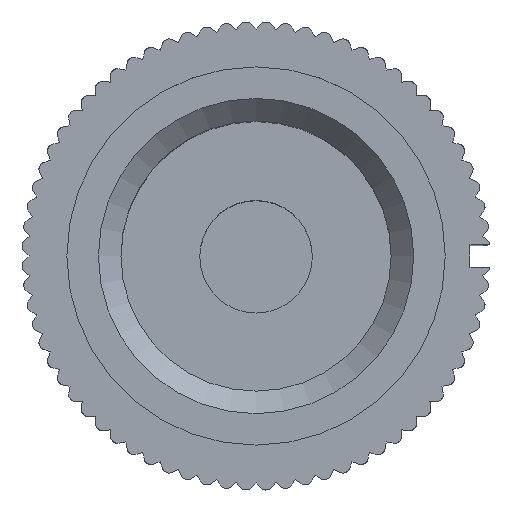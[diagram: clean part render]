
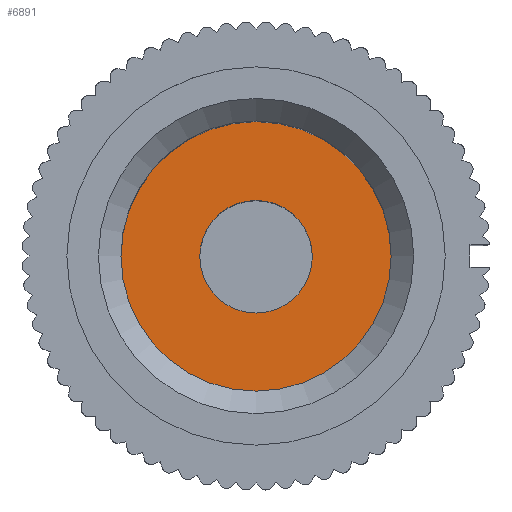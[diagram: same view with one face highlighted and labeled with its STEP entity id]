
A CAD part, top view. The second image highlights one B-rep face of the part: STEP entity #6891.
In plain terms, the highlighted planar face has unit normal (0, 0, 1).
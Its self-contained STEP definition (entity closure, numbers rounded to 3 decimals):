
#874=FACE_BOUND('',#1406,.T.);
#878=PLANE('',#7290);
#1032=FACE_OUTER_BOUND('',#1405,.T.);
#1405=EDGE_LOOP('',(#4252));
#1406=EDGE_LOOP('',(#4253));
#2242=CIRCLE('',#7283,3.);
#2244=CIRCLE('',#7287,1.25);
#2399=VERTEX_POINT('',#8684);
#2401=VERTEX_POINT('',#8692);
#3136=EDGE_CURVE('',#2399,#2399,#2242,.T.);
#3139=EDGE_CURVE('',#2401,#2401,#2244,.T.);
#4252=ORIENTED_EDGE('',*,*,#3136,.F.);
#4253=ORIENTED_EDGE('',*,*,#3139,.T.);
#6891=ADVANCED_FACE('',(#1032,#874),#878,.T.);
#7283=AXIS2_PLACEMENT_3D('',#8686,#7680,#7681);
#7287=AXIS2_PLACEMENT_3D('',#8693,#7689,#7690);
#7290=AXIS2_PLACEMENT_3D('',#8698,#7696,#7697);
#7680=DIRECTION('center_axis',(0.,0.,
-1.));
#7681=DIRECTION('ref_axis',(1.,0.,0.));
#7689=DIRECTION('center_axis',(0.,0.,-1.));
#7690=DIRECTION('ref_axis',(1.,0.,0.));
#7696=DIRECTION('center_axis',(0.,0.,1.));
#7697=DIRECTION('ref_axis',(1.,0.,0.));
#8684=CARTESIAN_POINT('',(-3.,0.,-9.2));
#8686=CARTESIAN_POINT('Origin',(0.,0.,-9.2));
#8692=CARTESIAN_POINT('',(-1.25,0.,-9.2));
#8693=CARTESIAN_POINT('Origin',(0.,0.,-9.2));
#8698=CARTESIAN_POINT('Origin',(0.75,0.,-9.2));
